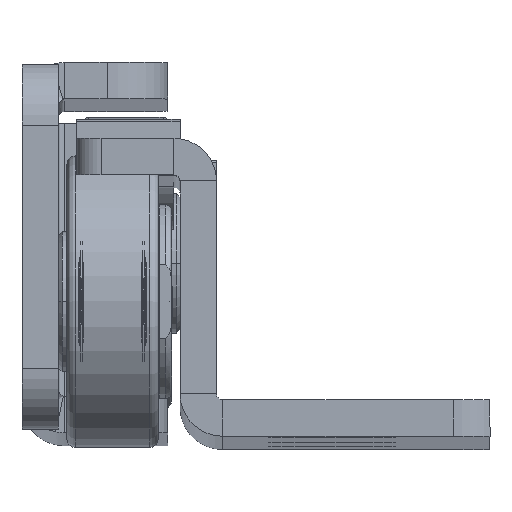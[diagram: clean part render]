
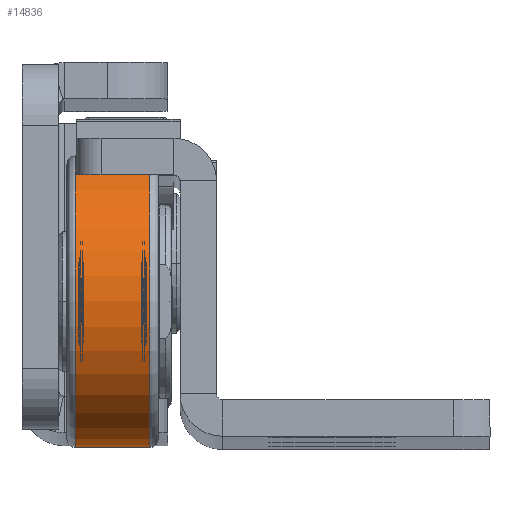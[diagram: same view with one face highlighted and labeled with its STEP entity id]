
A CAD part, top view. The second image highlights one B-rep face of the part: STEP entity #14836.
In plain terms, the highlighted cylindrical face has radius 12 mm (diameter 24 mm), a partial arc.
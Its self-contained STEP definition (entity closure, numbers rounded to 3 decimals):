
#80 = DIRECTION ( 'NONE',  ( -1., 0., 0. ) ) ;
#232 = DIRECTION ( 'NONE',  ( 0., -1., 0. ) ) ;
#1170 = CARTESIAN_POINT ( 'NONE',  ( -3.75, 12., 0. ) ) ;
#1310 = LINE ( 'NONE', #1170, #7513 ) ;
#1828 = ORIENTED_EDGE ( 'NONE', *, *, #5776, .T. ) ;
#2627 = DIRECTION ( 'NONE',  ( 1., 0., 0. ) ) ;
#3673 = CIRCLE ( 'NONE', #11313, 12. ) ;
#4126 = CARTESIAN_POINT ( 'NONE',  ( -3.75, -12., 0. ) ) ;
#4284 = EDGE_CURVE ( 'NONE', #5960, #6647, #5845, .T. ) ;
#4420 = CARTESIAN_POINT ( 'NONE',  ( -3.05, -12., 0. ) ) ;
#4599 = VECTOR ( 'NONE', #6359, 1000. ) ;
#4673 = EDGE_CURVE ( 'NONE', #5960, #14650, #1310, .T. ) ;
#5113 = FACE_OUTER_BOUND ( 'NONE', #6204, .T. ) ;
#5417 = CYLINDRICAL_SURFACE ( 'NONE', #5708, 12. ) ;
#5508 = EDGE_CURVE ( 'NONE', #6647, #10170, #11134, .T. ) ;
#5708 = AXIS2_PLACEMENT_3D ( 'NONE', #12289, #12214, #11124 ) ;
#5776 = EDGE_CURVE ( 'NONE', #10170, #14650, #3673, .T. ) ;
#5845 = CIRCLE ( 'NONE', #8301, 12. ) ;
#5960 = VERTEX_POINT ( 'NONE', #8958 ) ;
#6204 = EDGE_LOOP ( 'NONE', ( #6428, #13664, #6413, #1828 ) ) ;
#6359 = DIRECTION ( 'NONE',  ( -1., 0., 0. ) ) ;
#6413 = ORIENTED_EDGE ( 'NONE', *, *, #5508, .T. ) ;
#6428 = ORIENTED_EDGE ( 'NONE', *, *, #4673, .F. ) ;
#6647 = VERTEX_POINT ( 'NONE', #7943 ) ;
#7513 = VECTOR ( 'NONE', #9503, 1000. ) ;
#7943 = CARTESIAN_POINT ( 'NONE',  ( 3.05, -12., 0. ) ) ;
#8301 = AXIS2_PLACEMENT_3D ( 'NONE', #8520, #80, #232 ) ;
#8520 = CARTESIAN_POINT ( 'NONE',  ( 3.05, 0., 0. ) ) ;
#8856 = CARTESIAN_POINT ( 'NONE',  ( -3.05, 12., 0. ) ) ;
#8958 = CARTESIAN_POINT ( 'NONE',  ( 3.05, 12., 0. ) ) ;
#9503 = DIRECTION ( 'NONE',  ( -1., 0., 0. ) ) ;
#9505 = DIRECTION ( 'NONE',  ( 0., 1., 0. ) ) ;
#10170 = VERTEX_POINT ( 'NONE', #4420 ) ;
#11124 = DIRECTION ( 'NONE',  ( 0., -1., 0. ) ) ;
#11134 = LINE ( 'NONE', #4126, #4599 ) ;
#11313 = AXIS2_PLACEMENT_3D ( 'NONE', #14360, #2627, #9505 ) ;
#12214 = DIRECTION ( 'NONE',  ( -1., 0., 0. ) ) ;
#12289 = CARTESIAN_POINT ( 'NONE',  ( -3.75, 0., 0. ) ) ;
#13664 = ORIENTED_EDGE ( 'NONE', *, *, #4284, .T. ) ;
#14360 = CARTESIAN_POINT ( 'NONE',  ( -3.05, 0., 0. ) ) ;
#14650 = VERTEX_POINT ( 'NONE', #8856 ) ;
#14836 = ADVANCED_FACE ( 'NONE', ( #5113 ), #5417, .T. ) ;
